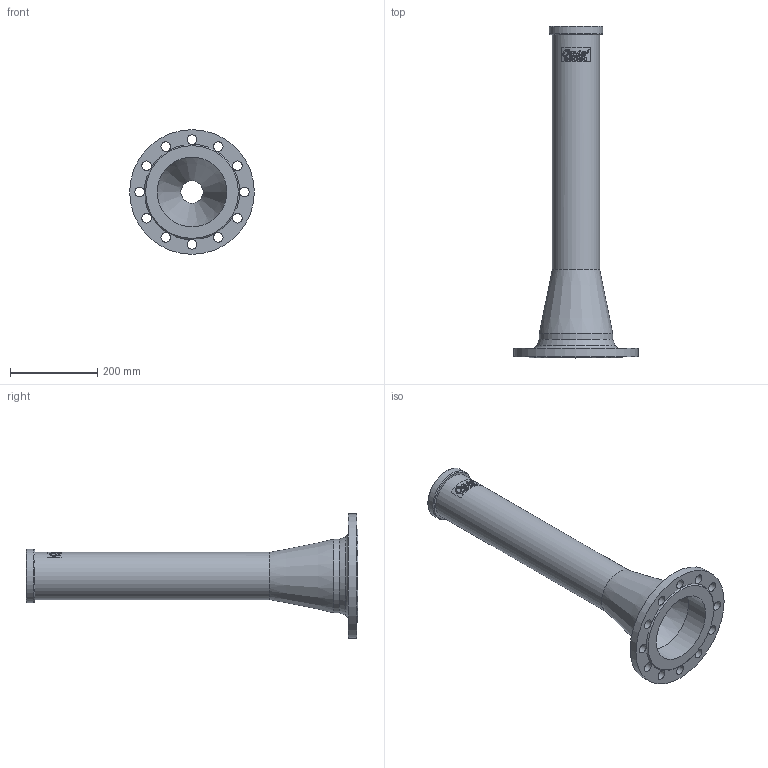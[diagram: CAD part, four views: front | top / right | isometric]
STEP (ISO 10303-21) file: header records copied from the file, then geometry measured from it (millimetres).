
FILE_DESCRIPTION(/* description */ (''),/* implementation_level */ '2;1');
FILE_NAME(/* name */ '50973 Hohlstrahlduese 100_überprüft.stp',/* time_stamp */ '2014-09-12T08:25:31+02:00',/* author */ ('guzb562'),/* organization */ (''),/* preprocessor_version */ 'ST-DEVELOPER v15.2',/* originating_system */ 'Autodesk Inventor 2014',/* authorisation */ '');
FILE_SCHEMA (('AUTOMOTIVE_DESIGN { 1 0 10303 214 3 1 1 }'));
Length unit declared in the file: millimetre
Products named in the file (1): 50973 Hohlstrahlduese 100
Bounding box: 285 x 759.01 x 285 mm (x, y, z)
Volume: 5659694.4 mm3; surface area: 562260.6 mm2
Topology: 1 solids, 1 shells, 235 faces, 639 edges, 419 vertices
Faces by surface type: plane 106, bspline 78, cylinder 43, cone 7, torus 1
Full cylindrical faces by diameter (mm): 22 x12, 108 x1, 123 x1, 159.3 x1, 168.3 x1, 285 x1
Entity records: 10284 total; most frequent: CARTESIAN_POINT 4780, ORIENTED_EDGE 1204, DIRECTION 959, EDGE_CURVE 602, VERTEX_POINT 407, AXIS2_PLACEMENT_3D 363, EDGE_LOOP 299, ADVANCED_FACE 235
